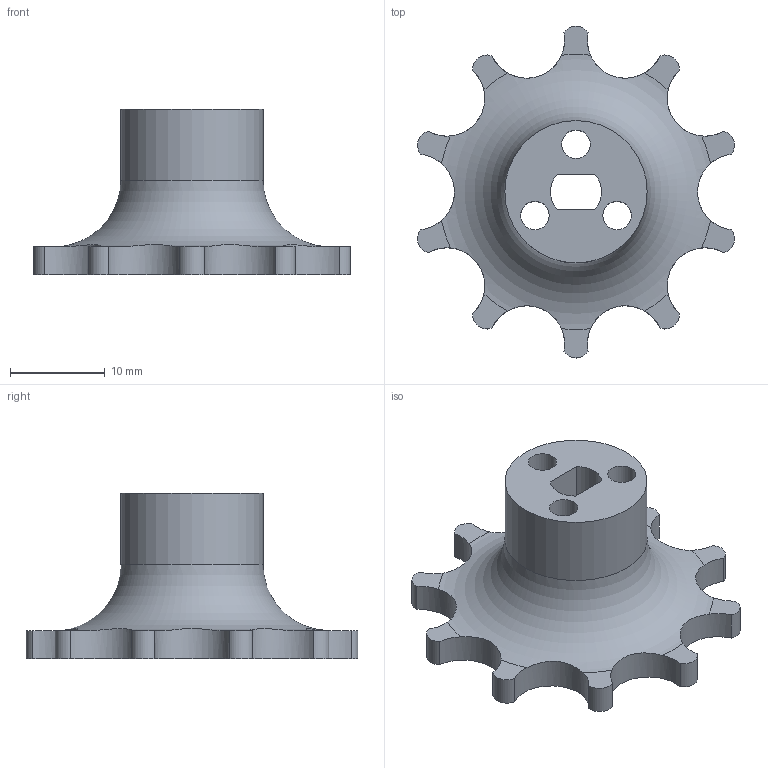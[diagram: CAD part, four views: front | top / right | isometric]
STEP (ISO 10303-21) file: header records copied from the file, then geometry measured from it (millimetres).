
FILE_DESCRIPTION(/* description */ (''),/* implementation_level */ '2;1');
FILE_NAME(/* name */ 'ведущий трак v9.step',/* time_stamp */ '2022-03-13T18:51:26+03:00',/* author */ (''),/* organization */ (''),/* preprocessor_version */ 'ST-DEVELOPER v18.1',/* originating_system */ 'Autodesk Translation Framework v10.13.0.1454',/* authorisation */ '');
FILE_SCHEMA (('AUTOMOTIVE_DESIGN { 1 0 10303 214 3 1 1 }'));
Length unit declared in the file: millimetre
Products named in the file (1): ведущий трак
Bounding box: 33.43 x 35 x 17.5 mm (x, y, z)
Volume: 4455.5 mm3; surface area: 3032.8 mm2
Topology: 1 solids, 1 shells, 41 faces, 116 edges, 77 vertices
Faces by surface type: cylinder 26, plane 14, torus 1
Full cylindrical faces by diameter (mm): 3 x3, 15 x1
Entity records: 1582 total; most frequent: CARTESIAN_POINT 415, DIRECTION 262, ORIENTED_EDGE 232, EDGE_CURVE 116, AXIS2_PLACEMENT_3D 115, VERTEX_POINT 77, CIRCLE 73, EDGE_LOOP 49
